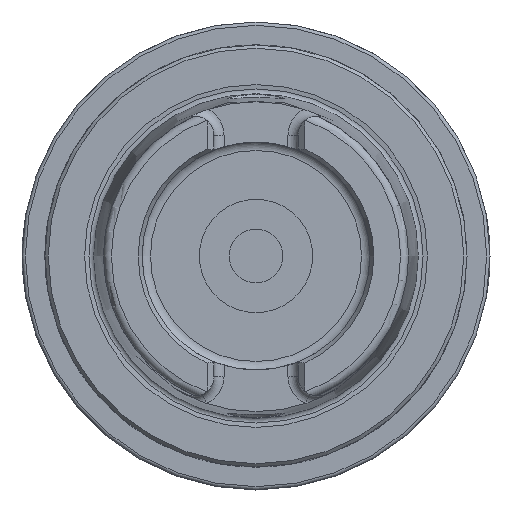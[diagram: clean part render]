
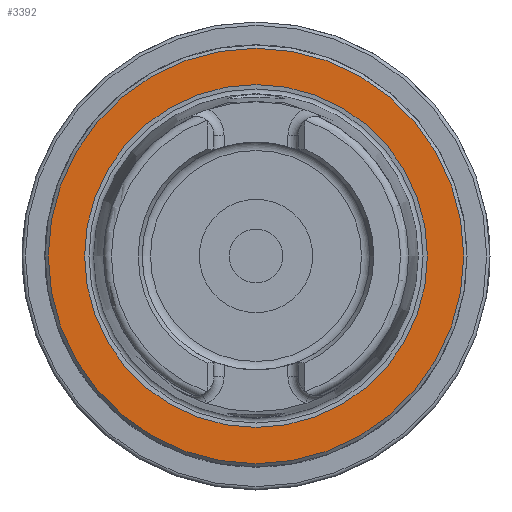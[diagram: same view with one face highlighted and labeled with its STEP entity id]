
A CAD part, left-side view. The second image highlights one B-rep face of the part: STEP entity #3392.
In plain terms, the highlighted planar face has unit normal (-1, 0, 0).
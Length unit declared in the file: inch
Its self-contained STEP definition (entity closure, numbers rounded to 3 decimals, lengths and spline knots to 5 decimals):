
#138=FACE_BOUND('',#1034,.T.);
#646=PLANE('',#3861);
#821=FACE_OUTER_BOUND('',#1033,.T.);
#1033=EDGE_LOOP('',(#2992));
#1034=EDGE_LOOP('',(#2993));
#1251=CIRCLE('',#3860,25.58791);
#1252=CIRCLE('',#3862,31.);
#1628=VERTEX_POINT('',#6896);
#1629=VERTEX_POINT('',#6900);
#2095=EDGE_CURVE('',#1628,#1628,#1251,.T.);
#2096=EDGE_CURVE('',#1629,#1629,#1252,.T.);
#2992=ORIENTED_EDGE('',*,*,#2096,.F.);
#2993=ORIENTED_EDGE('',*,*,#2095,.T.);
#3392=ADVANCED_FACE('',(#821,#138),#646,.T.);
#3860=AXIS2_PLACEMENT_3D('',#6898,#4720,#4721);
#3861=AXIS2_PLACEMENT_3D('',#6899,#4722,#4723);
#3862=AXIS2_PLACEMENT_3D('',#6901,#4724,#4725);
#4720=DIRECTION('center_axis',(1.,0.,0.));
#4721=DIRECTION('ref_axis',(0.,0.,-1.));
#4722=DIRECTION('center_axis',(-1.,0.,0.));
#4723=DIRECTION('ref_axis',(0.,0.,1.));
#4724=DIRECTION('center_axis',(1.,0.,0.));
#4725=DIRECTION('ref_axis',(0.,0.,-1.));
#6896=CARTESIAN_POINT('',(0.,-25.58791,0.));
#6898=CARTESIAN_POINT('Origin',(0.,0.,0.));
#6899=CARTESIAN_POINT('Origin',(0.,31.,0.));
#6900=CARTESIAN_POINT('',(0.,-31.,0.));
#6901=CARTESIAN_POINT('Origin',(0.,0.,0.));
